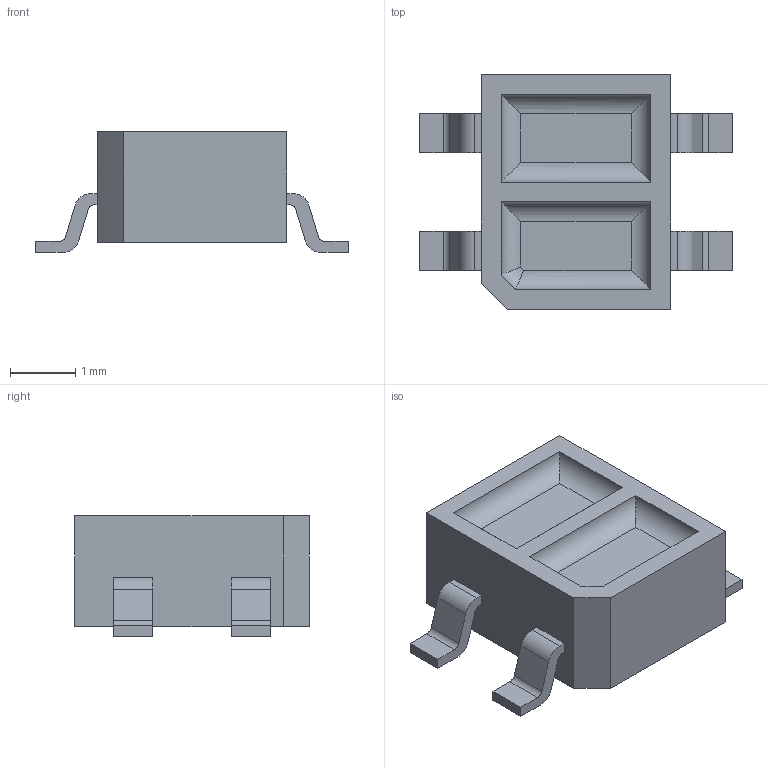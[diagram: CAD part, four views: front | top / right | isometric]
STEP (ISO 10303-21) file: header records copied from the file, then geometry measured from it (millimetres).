
FILE_DESCRIPTION( ( '' ), ' ' );
FILE_NAME( '5b7c716b96f5b50ef311400f.step', '2018-08-21T20:09:15', ( '' ), ( '' ), ' ', ' ', ' ' );
FILE_SCHEMA( ( 'AUTOMOTIVE_DESIGN { 1 0 10303 214 1 1 1 1 }' ) );
Length unit declared in the file: metre
Products named in the file (5): Open CASCADE STEP translator 6.8 2; Open CASCADE STEP translator 6.8 1
Bounding box: 4.8 x 3.6 x 1.85 mm (x, y, z)
Volume: 16.7 mm3; surface area: 54.6 mm2
Topology: 5 solids, 5 shells, 74 faces, 186 edges, 124 vertices
Faces by surface type: plane 49, cylinder 25
Entity records: 3789 total; most frequent: CARTESIAN_POINT 389, DIRECTION 385, ORIENTED_EDGE 372, STYLED_ITEM 260, PRESENTATION_STYLE_ASSIGNMENT 260, COLOUR_RGB 260, EDGE_CURVE 186, CURVE_STYLE 186
